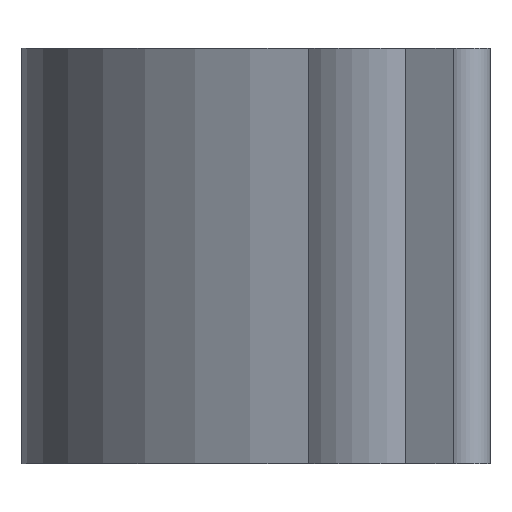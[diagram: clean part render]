
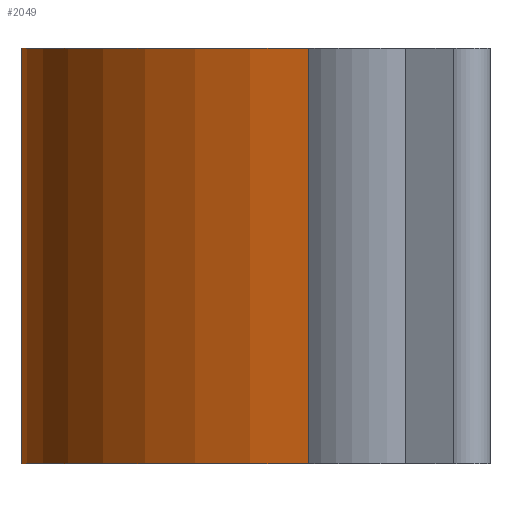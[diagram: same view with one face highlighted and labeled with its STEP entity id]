
A CAD part, left-side view. The second image highlights one B-rep face of the part: STEP entity #2049.
In plain terms, the highlighted cylindrical face has radius 15 mm (diameter 30 mm), a partial arc.
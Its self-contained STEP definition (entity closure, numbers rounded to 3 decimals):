
#32 = PLANE('',#33);
#33 = AXIS2_PLACEMENT_3D('',#34,#35,#36);
#34 = CARTESIAN_POINT('',(4.638,11.64,0.));
#35 = DIRECTION('',(0.,0.,-1.));
#36 = DIRECTION('',(-1.,0.,0.));
#241 = VERTEX_POINT('',#242);
#242 = CARTESIAN_POINT('',(8.222,19.063,0.));
#261 = CYLINDRICAL_SURFACE('',#262,4.475);
#262 = AXIS2_PLACEMENT_3D('',#263,#264,#265);
#263 = CARTESIAN_POINT('',(11.084,15.622,0.));
#264 = DIRECTION('',(-0.,-0.,-1.));
#265 = DIRECTION('',(1.,0.,0.));
#273 = EDGE_CURVE('',#274,#241,#276,.T.);
#274 = VERTEX_POINT('',#275);
#275 = CARTESIAN_POINT('',(35.595,23.729,0.));
#276 = SURFACE_CURVE('',#277,(#282,#293),.PCURVE_S1.);
#277 = CIRCLE('',#278,15.);
#278 = AXIS2_PLACEMENT_3D('',#279,#280,#281);
#279 = CARTESIAN_POINT('',(22.862,15.8,0.));
#280 = DIRECTION('',(0.,0.,1.));
#281 = DIRECTION('',(1.,0.,0.));
#282 = PCURVE('',#32,#283);
#283 = DEFINITIONAL_REPRESENTATION('',(#284),#292);
#284 = ( BOUNDED_CURVE() B_SPLINE_CURVE(2,(#285,#286,#287,#288,#289,#290
,#291),.UNSPECIFIED.,.T.,.F.) B_SPLINE_CURVE_WITH_KNOTS((1,2,2,2,2,1),(
    -2.094,0.,2.094,4.189,6.283,
8.378),.UNSPECIFIED.) CURVE() GEOMETRIC_REPRESENTATION_ITEM() 
RATIONAL_B_SPLINE_CURVE((1.,0.5,1.,0.5,1.,0.5,1.)) REPRESENTATION_ITEM(
  '') );
#285 = CARTESIAN_POINT('',(-33.224,4.16));
#286 = CARTESIAN_POINT('',(-33.224,30.141));
#287 = CARTESIAN_POINT('',(-10.724,17.151));
#288 = CARTESIAN_POINT('',(11.776,4.16));
#289 = CARTESIAN_POINT('',(-10.724,-8.83));
#290 = CARTESIAN_POINT('',(-33.224,-21.82));
#291 = CARTESIAN_POINT('',(-33.224,4.16));
#292 = ( GEOMETRIC_REPRESENTATION_CONTEXT(2) 
PARAMETRIC_REPRESENTATION_CONTEXT() REPRESENTATION_CONTEXT('2D SPACE',''
  ) );
#293 = PCURVE('',#294,#299);
#294 = CYLINDRICAL_SURFACE('',#295,15.);
#295 = AXIS2_PLACEMENT_3D('',#296,#297,#298);
#296 = CARTESIAN_POINT('',(22.862,15.8,0.));
#297 = DIRECTION('',(-0.,-0.,-1.));
#298 = DIRECTION('',(1.,0.,0.));
#299 = DEFINITIONAL_REPRESENTATION('',(#300),#304);
#300 = LINE('',#301,#302);
#301 = CARTESIAN_POINT('',(-0.,0.));
#302 = VECTOR('',#303,1.);
#303 = DIRECTION('',(-1.,0.));
#304 = ( GEOMETRIC_REPRESENTATION_CONTEXT(2) 
PARAMETRIC_REPRESENTATION_CONTEXT() REPRESENTATION_CONTEXT('2D SPACE',''
  ) );
#323 = CYLINDRICAL_SURFACE('',#324,1.);
#324 = AXIS2_PLACEMENT_3D('',#325,#326,#327);
#325 = CARTESIAN_POINT('',(36.444,24.258,0.));
#326 = DIRECTION('',(0.,0.,1.));
#327 = DIRECTION('',(-0.174,-0.985,0.));
#949 = PLANE('',#950);
#950 = AXIS2_PLACEMENT_3D('',#951,#952,#953);
#951 = CARTESIAN_POINT('',(4.638,11.64,17.));
#952 = DIRECTION('',(0.,0.,-1.));
#953 = DIRECTION('',(-1.,0.,0.));
#1949 = EDGE_CURVE('',#241,#1950,#1952,.T.);
#1950 = VERTEX_POINT('',#1951);
#1951 = CARTESIAN_POINT('',(8.222,19.063,17.));
#1952 = SURFACE_CURVE('',#1953,(#1957,#1964),.PCURVE_S1.);
#1953 = LINE('',#1954,#1955);
#1954 = CARTESIAN_POINT('',(8.222,19.063,0.));
#1955 = VECTOR('',#1956,1.);
#1956 = DIRECTION('',(0.,0.,1.));
#1957 = PCURVE('',#261,#1958);
#1958 = DEFINITIONAL_REPRESENTATION('',(#1959),#1963);
#1959 = LINE('',#1960,#1961);
#1960 = CARTESIAN_POINT('',(-2.265,0.));
#1961 = VECTOR('',#1962,1.);
#1962 = DIRECTION('',(-0.,-1.));
#1963 = ( GEOMETRIC_REPRESENTATION_CONTEXT(2) 
PARAMETRIC_REPRESENTATION_CONTEXT() REPRESENTATION_CONTEXT('2D SPACE',''
  ) );
#1964 = PCURVE('',#294,#1965);
#1965 = DEFINITIONAL_REPRESENTATION('',(#1966),#1970);
#1966 = LINE('',#1967,#1968);
#1967 = CARTESIAN_POINT('',(-2.922,0.));
#1968 = VECTOR('',#1969,1.);
#1969 = DIRECTION('',(-0.,-1.));
#1970 = ( GEOMETRIC_REPRESENTATION_CONTEXT(2) 
PARAMETRIC_REPRESENTATION_CONTEXT() REPRESENTATION_CONTEXT('2D SPACE',''
  ) );
#2049 = ADVANCED_FACE('',(#2050),#294,.T.);
#2050 = FACE_BOUND('',#2051,.F.);
#2051 = EDGE_LOOP('',(#2052,#2053,#2076,#2102));
#2052 = ORIENTED_EDGE('',*,*,#273,.F.);
#2053 = ORIENTED_EDGE('',*,*,#2054,.T.);
#2054 = EDGE_CURVE('',#274,#2055,#2057,.T.);
#2055 = VERTEX_POINT('',#2056);
#2056 = CARTESIAN_POINT('',(35.595,23.729,17.));
#2057 = SURFACE_CURVE('',#2058,(#2062,#2069),.PCURVE_S1.);
#2058 = LINE('',#2059,#2060);
#2059 = CARTESIAN_POINT('',(35.595,23.729,0.));
#2060 = VECTOR('',#2061,1.);
#2061 = DIRECTION('',(0.,0.,1.));
#2062 = PCURVE('',#294,#2063);
#2063 = DEFINITIONAL_REPRESENTATION('',(#2064),#2068);
#2064 = LINE('',#2065,#2066);
#2065 = CARTESIAN_POINT('',(-0.557,0.));
#2066 = VECTOR('',#2067,1.);
#2067 = DIRECTION('',(-0.,-1.));
#2068 = ( GEOMETRIC_REPRESENTATION_CONTEXT(2) 
PARAMETRIC_REPRESENTATION_CONTEXT() REPRESENTATION_CONTEXT('2D SPACE',''
  ) );
#2069 = PCURVE('',#323,#2070);
#2070 = DEFINITIONAL_REPRESENTATION('',(#2071),#2075);
#2071 = LINE('',#2072,#2073);
#2072 = CARTESIAN_POINT('',(-0.839,0.));
#2073 = VECTOR('',#2074,1.);
#2074 = DIRECTION('',(-0.,1.));
#2075 = ( GEOMETRIC_REPRESENTATION_CONTEXT(2) 
PARAMETRIC_REPRESENTATION_CONTEXT() REPRESENTATION_CONTEXT('2D SPACE',''
  ) );
#2076 = ORIENTED_EDGE('',*,*,#2077,.T.);
#2077 = EDGE_CURVE('',#2055,#1950,#2078,.T.);
#2078 = SURFACE_CURVE('',#2079,(#2084,#2091),.PCURVE_S1.);
#2079 = CIRCLE('',#2080,15.);
#2080 = AXIS2_PLACEMENT_3D('',#2081,#2082,#2083);
#2081 = CARTESIAN_POINT('',(22.862,15.8,17.));
#2082 = DIRECTION('',(0.,0.,1.));
#2083 = DIRECTION('',(1.,0.,0.));
#2084 = PCURVE('',#294,#2085);
#2085 = DEFINITIONAL_REPRESENTATION('',(#2086),#2090);
#2086 = LINE('',#2087,#2088);
#2087 = CARTESIAN_POINT('',(-0.,-17.));
#2088 = VECTOR('',#2089,1.);
#2089 = DIRECTION('',(-1.,0.));
#2090 = ( GEOMETRIC_REPRESENTATION_CONTEXT(2) 
PARAMETRIC_REPRESENTATION_CONTEXT() REPRESENTATION_CONTEXT('2D SPACE',''
  ) );
#2091 = PCURVE('',#949,#2092);
#2092 = DEFINITIONAL_REPRESENTATION('',(#2093),#2101);
#2093 = ( BOUNDED_CURVE() B_SPLINE_CURVE(2,(#2094,#2095,#2096,#2097,
#2098,#2099,#2100),.UNSPECIFIED.,.T.,.F.) B_SPLINE_CURVE_WITH_KNOTS((1,2
    ,2,2,2,1),(-2.094,0.,2.094,4.189,
6.283,8.378),.UNSPECIFIED.) CURVE() 
GEOMETRIC_REPRESENTATION_ITEM() RATIONAL_B_SPLINE_CURVE((1.,0.5,1.,0.5,
1.,0.5,1.)) REPRESENTATION_ITEM('') );
#2094 = CARTESIAN_POINT('',(-33.224,4.16));
#2095 = CARTESIAN_POINT('',(-33.224,30.141));
#2096 = CARTESIAN_POINT('',(-10.724,17.151));
#2097 = CARTESIAN_POINT('',(11.776,4.16));
#2098 = CARTESIAN_POINT('',(-10.724,-8.83));
#2099 = CARTESIAN_POINT('',(-33.224,-21.82));
#2100 = CARTESIAN_POINT('',(-33.224,4.16));
#2101 = ( GEOMETRIC_REPRESENTATION_CONTEXT(2) 
PARAMETRIC_REPRESENTATION_CONTEXT() REPRESENTATION_CONTEXT('2D SPACE',''
  ) );
#2102 = ORIENTED_EDGE('',*,*,#1949,.F.);
